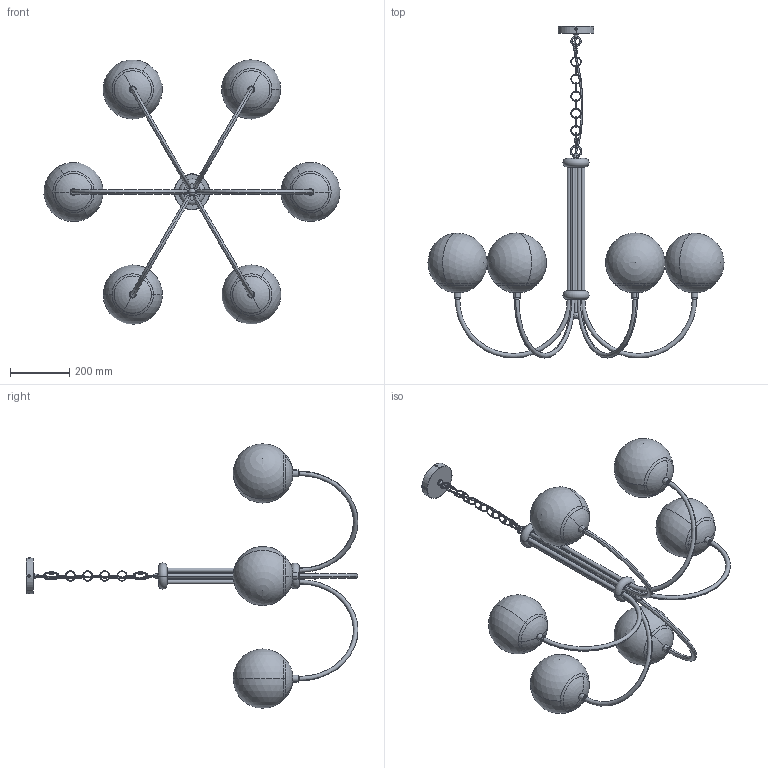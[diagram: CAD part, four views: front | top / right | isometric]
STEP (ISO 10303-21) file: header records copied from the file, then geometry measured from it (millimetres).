
FILE_DESCRIPTION (( 'STEP AP203' ), '1' );
FILE_NAME ('OX 43 6 with GSY 200 CR._exported.step', '2025-02-09T08:50:02', ( '' ), ( '' ), 'SwSTEP 2.0', 'SolidWorks 2023', '' );
FILE_SCHEMA (( 'CONFIG_CONTROL_DESIGN' ));
Length unit declared in the file: millimetre
Products named in the file (1): OX 43 6 with GSY 200 CR._exported
Bounding box: 999.44 x 1120.5 x 892.82 mm (x, y, z)
Surface area: 1207637.3 mm2 (no closed solid volume)
Topology: 0 solids, 27 shells, 261 faces, 767 edges, 488 vertices
Faces by surface type: torus 104, cylinder 93, plane 34, sphere 18, cone 10, bspline 2
Entity records: 11262 total; most frequent: CARTESIAN_POINT 4430, DIRECTION 1564, ORIENTED_EDGE 1272, EDGE_CURVE 732, AXIS2_PLACEMENT_3D 706, VERTEX_POINT 467, CIRCLE 446, EDGE_LOOP 290
